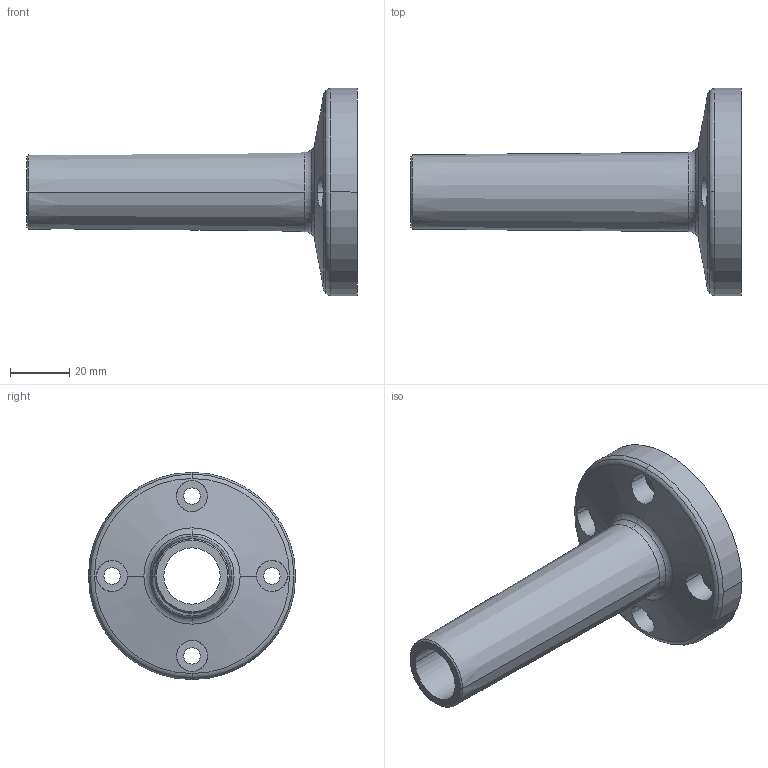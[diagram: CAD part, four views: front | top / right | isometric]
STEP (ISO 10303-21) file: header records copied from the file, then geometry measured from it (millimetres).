
FILE_DESCRIPTION((''),'2;1');
FILE_NAME('97584010B','2011-11-11T',('dhelisch'),(''),'PRO/ENGINEER BY PARAMETRIC TECHNOLOGY CORPORATION, 2007250','PRO/ENGINEER BY PARAMETRIC TECHNOLOGY CORPORATION, 2007250','');
FILE_SCHEMA(('CONFIG_CONTROL_DESIGN'));
Length unit declared in the file: millimetre
Products named in the file (1): 97584010B
Bounding box: 111.5 x 70 x 70 mm (x, y, z)
Volume: 65002.9 mm3; surface area: 24977.8 mm2
Topology: 1 solids, 1 shells, 55 faces, 135 edges, 89 vertices
Faces by surface type: cylinder 30, plane 11, torus 8, cone 6
Entity records: 2303 total; most frequent: CARTESIAN_POINT 423, DIRECTION 314, ORIENTED_EDGE 270, AXIS2_PLACEMENT_3D 138, PRESENTATION_STYLE_ASSIGNMENT 136, STYLED_ITEM 136, CURVE_STYLE 135, EDGE_CURVE 135
